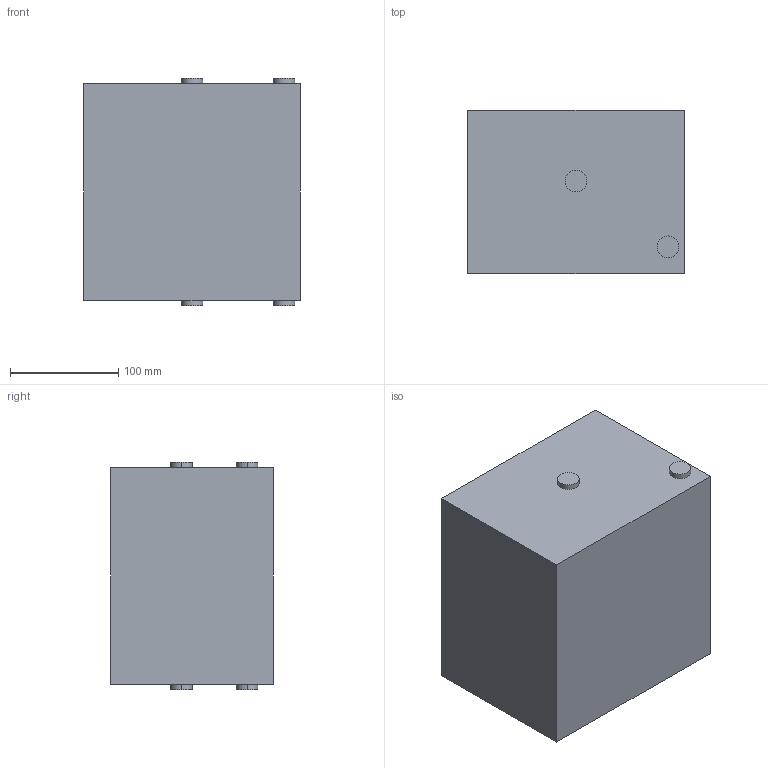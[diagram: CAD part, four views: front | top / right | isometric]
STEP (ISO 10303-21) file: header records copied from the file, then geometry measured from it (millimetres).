
FILE_DESCRIPTION (( 'STEP AP214' ), '1' );
FILE_NAME ('躯干.STEP', '2020-03-30T09:12:58', ( '' ), ( '' ), 'SwSTEP 2.0', 'SolidWorks 2018', '' );
FILE_SCHEMA (( 'AUTOMOTIVE_DESIGN' ));
Length unit declared in the file: millimetre
Products named in the file (1): ⑼補
Bounding box: 200 x 150 x 210 mm (x, y, z)
Volume: 6006283.2 mm3; surface area: 201256.6 mm2
Topology: 1 solids, 1 shells, 18 faces, 36 edges, 24 vertices
Faces by surface type: plane 10, cylinder 8
Entity records: 510 total; most frequent: DIRECTION 90, CARTESIAN_POINT 79, ORIENTED_EDGE 72, EDGE_CURVE 36, AXIS2_PLACEMENT_3D 35, VERTEX_POINT 24, EDGE_LOOP 22, LINE 20
